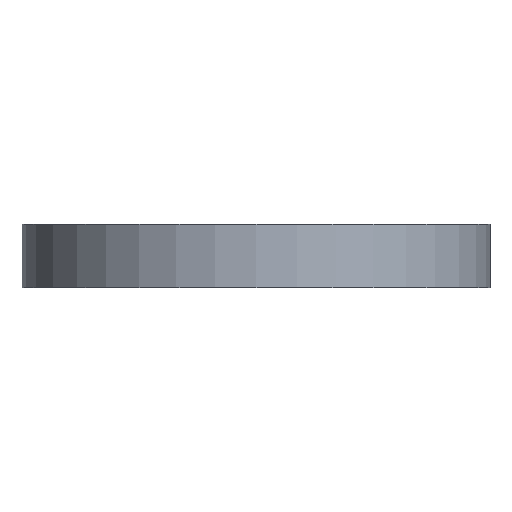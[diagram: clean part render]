
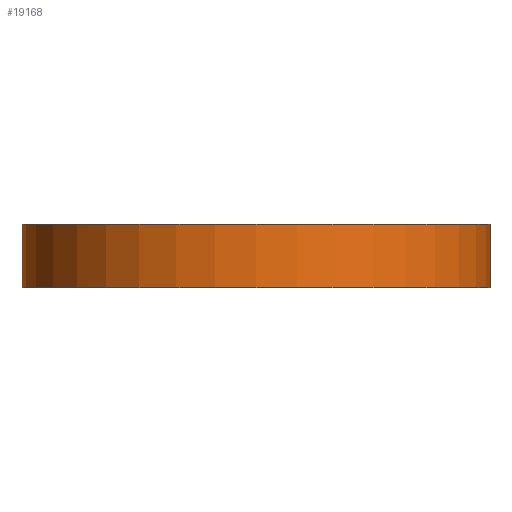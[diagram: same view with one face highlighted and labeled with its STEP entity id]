
A CAD part, front view. The second image highlights one B-rep face of the part: STEP entity #19168.
In plain terms, the highlighted cylindrical face has radius 3429 mm (diameter 6858 mm), a partial arc.
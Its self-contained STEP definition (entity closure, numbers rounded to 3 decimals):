
#220 = CYLINDRICAL_SURFACE ( 'NONE', #36427, 3429. ) ;
#634 = VECTOR ( 'NONE', #11093, 1000. ) ;
#2039 = LINE ( 'NONE', #33647, #32176 ) ;
#2115 = CARTESIAN_POINT ( 'NONE',  ( -3429., 0., 925. ) ) ;
#4594 = CIRCLE ( 'NONE', #30635, 3429. ) ;
#5498 = EDGE_CURVE ( 'NONE', #15272, #39272, #2039, .T. ) ;
#5557 = EDGE_CURVE ( 'NONE', #39272, #5802, #23714, .T. ) ;
#5802 = VERTEX_POINT ( 'NONE', #32208 ) ;
#6090 = DIRECTION ( 'NONE',  ( 1., 0., 0. ) ) ;
#9549 = EDGE_LOOP ( 'NONE', ( #39629, #27440, #22519, #34928 ) ) ;
#10217 = FACE_OUTER_BOUND ( 'NONE', #9549, .T. ) ;
#11093 = DIRECTION ( 'NONE',  ( 0., 0., -1. ) ) ;
#13460 = DIRECTION ( 'NONE',  ( 1., 0., 0. ) ) ;
#14147 = LINE ( 'NONE', #30270, #634 ) ;
#14682 = DIRECTION ( 'NONE',  ( 0., 0., -1. ) ) ;
#15272 = VERTEX_POINT ( 'NONE', #2115 ) ;
#19168 = ADVANCED_FACE ( 'NONE', ( #10217 ), #220, .T. ) ;
#22236 = CARTESIAN_POINT ( 'NONE',  ( 0., 0., 0. ) ) ;
#22519 = ORIENTED_EDGE ( 'NONE', *, *, #5498, .T. ) ;
#23714 = CIRCLE ( 'NONE', #37029, 3429. ) ;
#27440 = ORIENTED_EDGE ( 'NONE', *, *, #31774, .F. ) ;
#28981 = DIRECTION ( 'NONE',  ( 0., 0., 1. ) ) ;
#30258 = VERTEX_POINT ( 'NONE', #32267 ) ;
#30270 = CARTESIAN_POINT ( 'NONE',  ( 3429., 0., 925. ) ) ;
#30635 = AXIS2_PLACEMENT_3D ( 'NONE', #32039, #28981, #13460 ) ;
#31774 = EDGE_CURVE ( 'NONE', #15272, #30258, #4594, .T. ) ;
#32039 = CARTESIAN_POINT ( 'NONE',  ( 0., 0., 925. ) ) ;
#32176 = VECTOR ( 'NONE', #14682, 1000. ) ;
#32208 = CARTESIAN_POINT ( 'NONE',  ( 3429., 0., 0. ) ) ;
#32267 = CARTESIAN_POINT ( 'NONE',  ( 3429., 0., 925. ) ) ;
#33647 = CARTESIAN_POINT ( 'NONE',  ( -3429., 0., 925. ) ) ;
#34243 = DIRECTION ( 'NONE',  ( 0., 0., 1. ) ) ;
#34511 = DIRECTION ( 'NONE',  ( 0., 0., -1. ) ) ;
#34755 = EDGE_CURVE ( 'NONE', #30258, #5802, #14147, .T. ) ;
#34928 = ORIENTED_EDGE ( 'NONE', *, *, #5557, .T. ) ;
#35118 = DIRECTION ( 'NONE',  ( -1., 0., 0. ) ) ;
#36427 = AXIS2_PLACEMENT_3D ( 'NONE', #38174, #34511, #35118 ) ;
#37029 = AXIS2_PLACEMENT_3D ( 'NONE', #22236, #34243, #6090 ) ;
#38174 = CARTESIAN_POINT ( 'NONE',  ( 0., 0., 925. ) ) ;
#39272 = VERTEX_POINT ( 'NONE', #39819 ) ;
#39629 = ORIENTED_EDGE ( 'NONE', *, *, #34755, .F. ) ;
#39819 = CARTESIAN_POINT ( 'NONE',  ( -3429., 0., 0. ) ) ;
